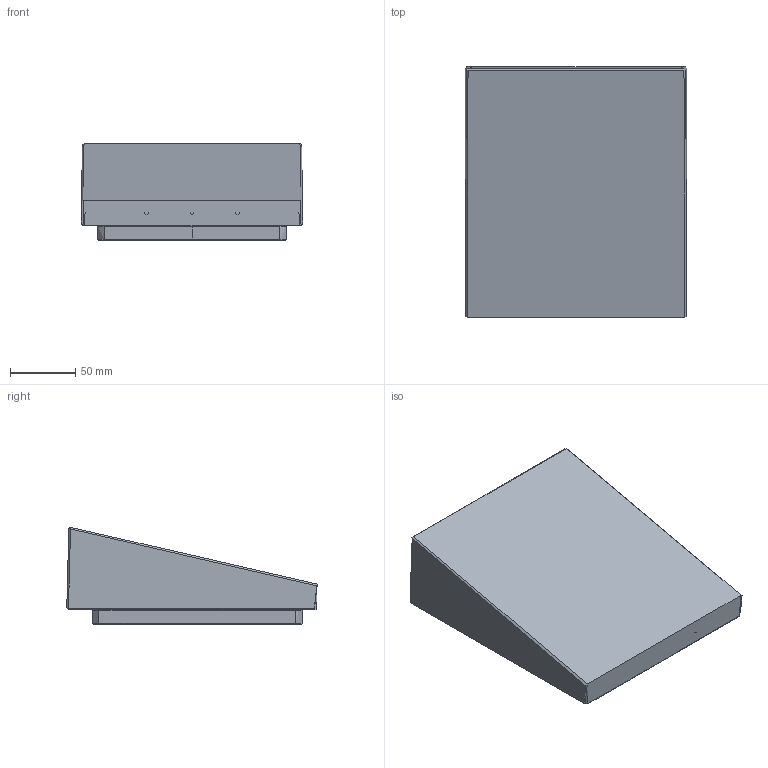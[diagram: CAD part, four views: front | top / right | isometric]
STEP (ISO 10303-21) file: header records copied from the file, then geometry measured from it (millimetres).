
FILE_DESCRIPTION(/* description */ (''),/* implementation_level */ '2;1');
FILE_NAME(/* name */ 'Cuneo_Led_13w_3D',/* time_stamp */ '2011-12-20T10:38:33+01:00',/* author */ (''),/* organization */ (''),/* preprocessor_version */ 'ST-DEVELOPER v10',/* originating_system */ '',/* authorisation */ '');
FILE_SCHEMA (('CONFIG_CONTROL_DESIGN'));
Length unit declared in the file: millimetre
Products named in the file (1): 1
Bounding box: 169.97 x 192.27 x 74.79 mm (x, y, z)
Volume: 48464.4 mm3; surface area: 145128.4 mm2
Topology: 1 solids, 7 shells, 286 faces, 936 edges, 644 vertices
Faces by surface type: bspline 185, plane 101
Entity records: 10599 total; most frequent: CARTESIAN_POINT 5453, ORIENTED_EDGE 1676, EDGE_CURVE 929, VERTEX_POINT 642, B_SPLINE_CURVE_WITH_KNOTS 549, EDGE_LOOP 317, ADVANCED_FACE 286, FACE_OUTER_BOUND 286
